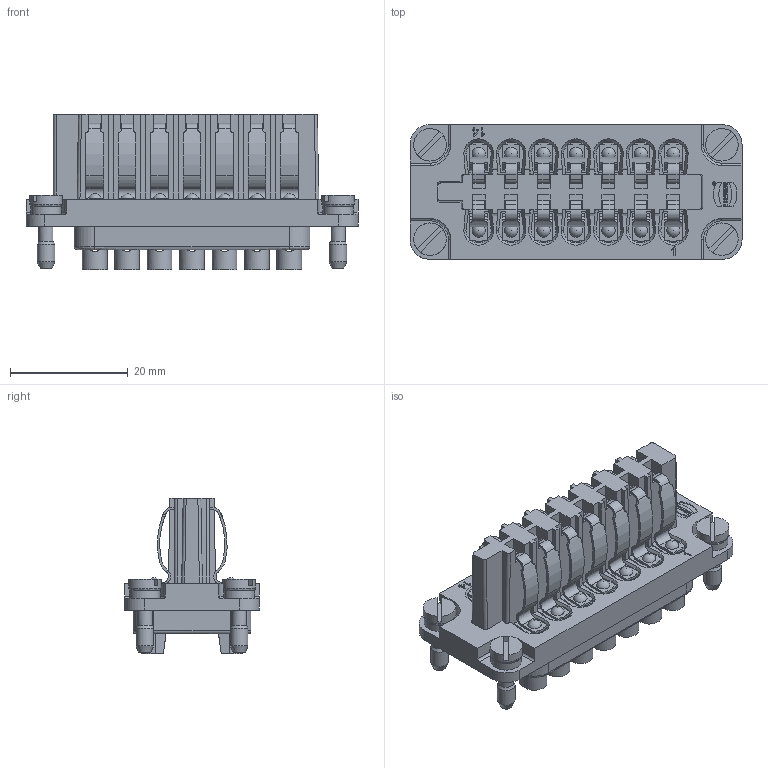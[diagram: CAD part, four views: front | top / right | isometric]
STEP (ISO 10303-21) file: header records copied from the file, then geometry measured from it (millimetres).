
FILE_DESCRIPTION(/* description */ (''),/* implementation_level */ '2;1');
FILE_NAME(/* name */ '100178613ugm000_b.stp',/* time_stamp */ '2019-12-02T13:06:39+01:00',/* author */ (''),/* organization */ (''),/* preprocessor_version */ 'ST-DEVELOPER v16.7',/* originating_system */ 'SIEMENS PLM Software NX 12.0',/* authorisation */ '');
FILE_SCHEMA (('AUTOMOTIVE_DESIGN { 1 0 10303 214 3 1 1 1 }'));
Products named in the file (1): 100178613ugm000_b
Bounding box: 56.3 x 22.8 x 26.4 mm (x, y, z)
Volume: 12667.3 mm3; surface area: 9917.5 mm2
Topology: 1 solids, 29 shells, 1539 faces, 4408 edges, 3010 vertices
Faces by surface type: plane 1081, cylinder 388, sphere 26, cone 22, bspline 12, extrusion 6, revolution 4
Full cylindrical faces by diameter (mm): 0.455 x1, 0.538 x1, 2.4 x14, 2.5 x18, 3 x4, 5.2 x4, 5.5 x4
Entity records: 61941 total; most frequent: CARTESIAN_POINT 11166, ORIENTED_EDGE 8288, DIRECTION 8024, EDGE_CURVE 4144, VECTOR 2882, LINE 2876, VERTEX_POINT 2772, AXIS2_PLACEMENT_3D 2569
